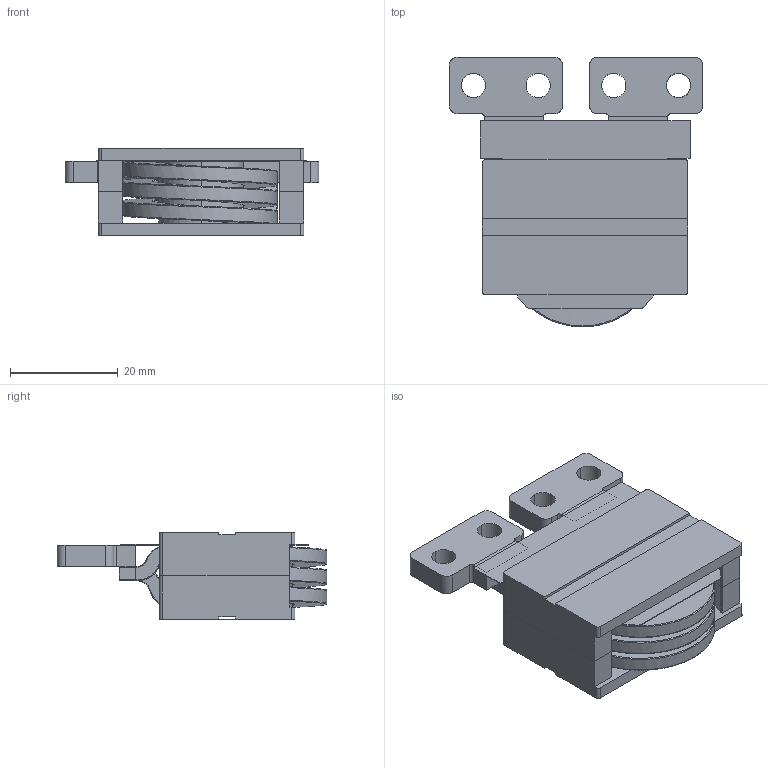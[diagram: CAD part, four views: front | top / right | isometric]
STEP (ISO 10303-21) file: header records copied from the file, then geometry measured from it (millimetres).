
FILE_DESCRIPTION (( 'STEP AP203' ), '1' );
FILE_NAME ('X-W0113-074 - ED13.STEP', '2018-07-30T11:41:47', ( 'AdministradorLocal' ), ( 'Microsoft' ), 'SwSTEP 2.0', 'SolidWorks 2018', '' );
FILE_SCHEMA (( 'CONFIG_CONTROL_DESIGN' ));
Length unit declared in the file: millimetre
Products named in the file (6): terminal2; Core for 3D; Pieza2^X-W0113-074 - ED13; X-W0113-074 - ED13; Kapton insulating washer; spirale3
Assembly tree (7 placements, depth 2):
  X-W0113-074 - ED13
    Kapton insulating washer
    spirale3
    terminal2  x2
    Core for 3D  x2
    Pieza2^X-W0113-074 - ED13
Bounding box: 47 x 49.96 x 16.3 mm (x, y, z)
Volume: 14215.3 mm3; surface area: 14654.9 mm2
Topology: 7 solids, 7 shells, 204 faces, 510 edges, 324 vertices
Faces by surface type: plane 98, cylinder 82, bspline 24
Entity records: 7312 total; most frequent: CARTESIAN_POINT 3127, ORIENTED_EDGE 752, DIRECTION 720, EDGE_CURVE 376, AXIS2_PLACEMENT_3D 249, VERTEX_POINT 236, VECTOR 222, LINE 222
